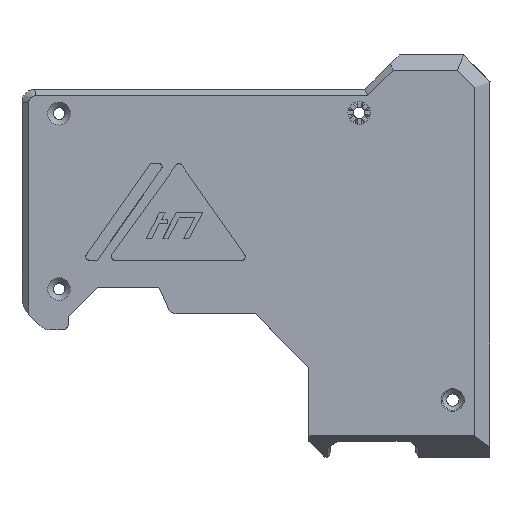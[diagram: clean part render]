
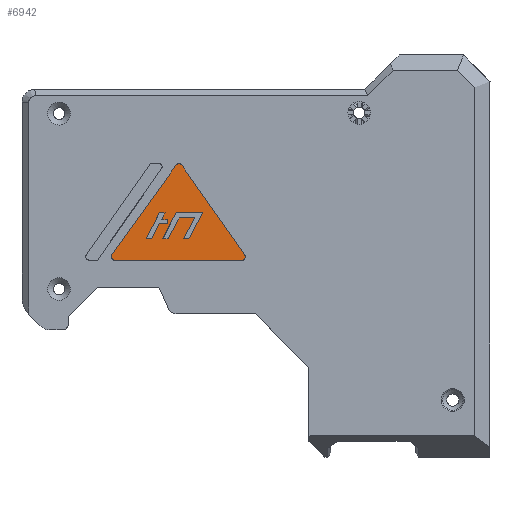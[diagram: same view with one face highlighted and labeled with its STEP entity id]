
A CAD part, top view. The second image highlights one B-rep face of the part: STEP entity #6942.
In plain terms, the highlighted planar face has unit normal (0, 0, 1).
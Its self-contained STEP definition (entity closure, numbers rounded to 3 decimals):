
#182=FACE_BOUND('',#603,.T.);
#183=FACE_BOUND('',#604,.T.);
#223=FACE_OUTER_BOUND('',#602,.T.);
#602=EDGE_LOOP('',(#4633,#4634,#4635,#4636,#4637,#4638));
#603=EDGE_LOOP('',(#4639,#4640,#4641,#4642,#4643,#4644,#4645,#4646,#4647));
#604=EDGE_LOOP('',(#4648,#4649,#4650,#4651,#4652,#4653,#4654,#4655,#4656));
#979=CIRCLE('',#7342,1.);
#980=CIRCLE('',#7345,1.);
#981=CIRCLE('',#7357,1.);
#1157=LINE('',#10006,#1984);
#1160=LINE('',#10011,#1987);
#1162=LINE('',#10015,#1989);
#1164=LINE('',#10019,#1991);
#1166=LINE('',#10024,#1993);
#1169=LINE('',#10029,#1996);
#1171=LINE('',#10033,#1998);
#1173=LINE('',#10037,#2000);
#1177=LINE('',#10047,#2004);
#1180=LINE('',#10055,#2007);
#1182=LINE('',#10059,#2009);
#1184=LINE('',#10063,#2011);
#1186=LINE('',#10067,#2013);
#1187=LINE('',#10069,#2014);
#1189=LINE('',#10073,#2016);
#1191=LINE('',#10077,#2018);
#1193=LINE('',#10081,#2020);
#1195=LINE('',#10085,#2022);
#1196=LINE('',#10087,#2023);
#1197=LINE('',#10090,#2024);
#1198=LINE('',#10093,#2025);
#1984=VECTOR('',#7962,10.);
#1987=VECTOR('',#7967,10.);
#1989=VECTOR('',#7971,10.);
#1991=VECTOR('',#7975,10.);
#1993=VECTOR('',#7979,10.);
#1996=VECTOR('',#7984,10.);
#1998=VECTOR('',#7988,10.);
#2000=VECTOR('',#7992,10.);
#2004=VECTOR('',#8002,10.);
#2007=VECTOR('',#8011,10.);
#2009=VECTOR('',#8015,10.);
#2011=VECTOR('',#8019,10.);
#2013=VECTOR('',#8023,10.);
#2014=VECTOR('',#8026,10.);
#2016=VECTOR('',#8030,10.);
#2018=VECTOR('',#8034,10.);
#2020=VECTOR('',#8038,10.);
#2022=VECTOR('',#8042,10.);
#2023=VECTOR('',#8045,10.);
#2024=VECTOR('',#8048,10.);
#2025=VECTOR('',#8051,10.);
#2813=VERTEX_POINT('',#10003);
#2814=VERTEX_POINT('',#10005);
#2815=VERTEX_POINT('',#10009);
#2816=VERTEX_POINT('',#10013);
#2817=VERTEX_POINT('',#10017);
#2818=VERTEX_POINT('',#10021);
#2819=VERTEX_POINT('',#10023);
#2820=VERTEX_POINT('',#10027);
#2821=VERTEX_POINT('',#10031);
#2822=VERTEX_POINT('',#10035);
#2823=VERTEX_POINT('',#10039);
#2824=VERTEX_POINT('',#10041);
#2825=VERTEX_POINT('',#10045);
#2826=VERTEX_POINT('',#10049);
#2827=VERTEX_POINT('',#10053);
#2828=VERTEX_POINT('',#10057);
#2829=VERTEX_POINT('',#10061);
#2830=VERTEX_POINT('',#10065);
#2831=VERTEX_POINT('',#10071);
#2832=VERTEX_POINT('',#10075);
#2833=VERTEX_POINT('',#10079);
#2834=VERTEX_POINT('',#10083);
#2835=VERTEX_POINT('',#10089);
#2836=VERTEX_POINT('',#10091);
#3501=EDGE_CURVE('',#2814,#2813,#1157,.T.);
#3504=EDGE_CURVE('',#2813,#2815,#1160,.T.);
#3506=EDGE_CURVE('',#2815,#2816,#1162,.T.);
#3508=EDGE_CURVE('',#2816,#2817,#1164,.T.);
#3510=EDGE_CURVE('',#2819,#2818,#1166,.T.);
#3513=EDGE_CURVE('',#2818,#2820,#1169,.T.);
#3515=EDGE_CURVE('',#2820,#2821,#1171,.T.);
#3517=EDGE_CURVE('',#2821,#2822,#1173,.T.);
#3519=EDGE_CURVE('',#2823,#2824,#979,.T.);
#3522=EDGE_CURVE('',#2825,#2823,#1177,.T.);
#3524=EDGE_CURVE('',#2826,#2825,#980,.T.);
#3526=EDGE_CURVE('',#2817,#2827,#1180,.T.);
#3528=EDGE_CURVE('',#2827,#2828,#1182,.T.);
#3530=EDGE_CURVE('',#2828,#2829,#1184,.T.);
#3532=EDGE_CURVE('',#2829,#2830,#1186,.T.);
#3533=EDGE_CURVE('',#2830,#2814,#1187,.T.);
#3535=EDGE_CURVE('',#2822,#2831,#1189,.T.);
#3537=EDGE_CURVE('',#2831,#2832,#1191,.T.);
#3539=EDGE_CURVE('',#2832,#2833,#1193,.T.);
#3541=EDGE_CURVE('',#2833,#2834,#1195,.T.);
#3542=EDGE_CURVE('',#2834,#2819,#1196,.T.);
#3543=EDGE_CURVE('',#2835,#2826,#1197,.T.);
#3544=EDGE_CURVE('',#2836,#2835,#981,.T.);
#3545=EDGE_CURVE('',#2824,#2836,#1198,.T.);
#4633=ORIENTED_EDGE('',*,*,#3522,.F.);
#4634=ORIENTED_EDGE('',*,*,#3524,.F.);
#4635=ORIENTED_EDGE('',*,*,#3543,.F.);
#4636=ORIENTED_EDGE('',*,*,#3544,.F.);
#4637=ORIENTED_EDGE('',*,*,#3545,.F.);
#4638=ORIENTED_EDGE('',*,*,#3519,.F.);
#4639=ORIENTED_EDGE('',*,*,#3528,.T.);
#4640=ORIENTED_EDGE('',*,*,#3530,.T.);
#4641=ORIENTED_EDGE('',*,*,#3532,.T.);
#4642=ORIENTED_EDGE('',*,*,#3533,.T.);
#4643=ORIENTED_EDGE('',*,*,#3501,.T.);
#4644=ORIENTED_EDGE('',*,*,#3504,.T.);
#4645=ORIENTED_EDGE('',*,*,#3506,.T.);
#4646=ORIENTED_EDGE('',*,*,#3508,.T.);
#4647=ORIENTED_EDGE('',*,*,#3526,.T.);
#4648=ORIENTED_EDGE('',*,*,#3510,.T.);
#4649=ORIENTED_EDGE('',*,*,#3513,.T.);
#4650=ORIENTED_EDGE('',*,*,#3515,.T.);
#4651=ORIENTED_EDGE('',*,*,#3517,.T.);
#4652=ORIENTED_EDGE('',*,*,#3535,.T.);
#4653=ORIENTED_EDGE('',*,*,#3537,.T.);
#4654=ORIENTED_EDGE('',*,*,#3539,.T.);
#4655=ORIENTED_EDGE('',*,*,#3541,.T.);
#4656=ORIENTED_EDGE('',*,*,#3542,.T.);
#6643=PLANE('',#7356);
#6942=ADVANCED_FACE('',(#223,#182,#183),#6643,.T.);
#7342=AXIS2_PLACEMENT_3D('',#10042,#7996,#7997);
#7345=AXIS2_PLACEMENT_3D('',#10051,#8006,#8007);
#7356=AXIS2_PLACEMENT_3D('',#10088,#8046,#8047);
#7357=AXIS2_PLACEMENT_3D('',#10092,#8049,#8050);
#7962=DIRECTION('',(-1.,0.,0.));
#7967=DIRECTION('',(-0.46,-0.888,0.));
#7971=DIRECTION('',(-1.,0.,0.));
#7975=DIRECTION('',(0.,1.,0.));
#7979=DIRECTION('',(0.46,0.888,0.));
#7984=DIRECTION('',(1.,0.,0.));
#7988=DIRECTION('',(0.,-1.,0.));
#7992=DIRECTION('',(-0.46,-0.888,0.));
#7996=DIRECTION('center_axis',(0.,0.,
-1.));
#7997=DIRECTION('ref_axis',(-0.813,0.582,0.));
#8002=DIRECTION('',(0.582,0.813,0.));
#8006=DIRECTION('center_axis',(0.,0.,
-1.));
#8007=DIRECTION('ref_axis',(0.,-1.,0.));
#8011=DIRECTION('',(0.452,0.892,0.));
#8015=DIRECTION('',(1.,0.,0.));
#8019=DIRECTION('',(-0.46,-0.888,0.));
#8023=DIRECTION('',(1.,0.,0.));
#8026=DIRECTION('',(0.,-1.,0.));
#8030=DIRECTION('',(-1.,0.,0.));
#8034=DIRECTION('',(0.46,0.888,0.));
#8038=DIRECTION('',(-1.,0.,0.));
#8042=DIRECTION('',(-0.46,-0.888,0.));
#8045=DIRECTION('',(-1.,0.,0.));
#8046=DIRECTION('center_axis',(0.,0.,
1.));
#8047=DIRECTION('ref_axis',(-1.,0.,0.));
#8048=DIRECTION('',(-1.,0.,0.));
#8049=DIRECTION('center_axis',(0.,0.,
-1.));
#8050=DIRECTION('ref_axis',(0.819,0.573,0.));
#8051=DIRECTION('',(0.573,-0.819,0.));
#10003=CARTESIAN_POINT('',(-150.347,410.84,2.328));
#10005=CARTESIAN_POINT('',(-147.883,410.84,2.328));
#10006=CARTESIAN_POINT('',(-134.457,410.84,2.328));
#10009=CARTESIAN_POINT('',(-152.732,406.243,2.328));
#10011=CARTESIAN_POINT('',(-148.058,415.253,2.328));
#10013=CARTESIAN_POINT('',(-154.339,406.243,2.328));
#10015=CARTESIAN_POINT('',(-136.453,406.243,2.328));
#10017=CARTESIAN_POINT('',(-154.339,406.339,2.328));
#10019=CARTESIAN_POINT('',(-154.339,408.865,2.328));
#10021=CARTESIAN_POINT('',(-145.26,414.185,2.328));
#10023=CARTESIAN_POINT('',(-149.38,406.243,2.328));
#10024=CARTESIAN_POINT('',(-143.002,418.539,2.328));
#10027=CARTESIAN_POINT('',(-137.33,414.185,2.328));
#10029=CARTESIAN_POINT('',(-127.949,414.185,2.328));
#10031=CARTESIAN_POINT('',(-137.33,414.011,2.328));
#10033=CARTESIAN_POINT('',(-137.33,412.7,2.328));
#10035=CARTESIAN_POINT('',(-141.36,406.243,2.328));
#10037=CARTESIAN_POINT('',(-137.892,412.929,2.328));
#10039=CARTESIAN_POINT('',(-145.205,428.692,2.328));
#10041=CARTESIAN_POINT('',(-143.573,428.683,2.328));
#10042=CARTESIAN_POINT('Origin',(-144.392,428.109,2.328));
#10045=CARTESIAN_POINT('',(-164.737,401.422,2.328));
#10047=CARTESIAN_POINT('',(-144.784,429.279,2.328));
#10049=CARTESIAN_POINT('',(-163.925,399.84,2.328));
#10051=CARTESIAN_POINT('Origin',(-163.925,400.84,2.328));
#10053=CARTESIAN_POINT('',(-150.368,414.185,2.328));
#10055=CARTESIAN_POINT('',(-147.688,419.479,2.328));
#10057=CARTESIAN_POINT('',(-148.612,414.185,2.328));
#10059=CARTESIAN_POINT('',(-133.589,414.185,2.328));
#10061=CARTESIAN_POINT('',(-149.697,412.093,2.328));
#10063=CARTESIAN_POINT('',(-146.541,418.178,2.328));
#10065=CARTESIAN_POINT('',(-147.883,412.093,2.328));
#10067=CARTESIAN_POINT('',(-133.225,412.093,2.328));
#10069=CARTESIAN_POINT('',(-147.883,411.115,2.328));
#10071=CARTESIAN_POINT('',(-143.007,406.243,2.328));
#10073=CARTESIAN_POINT('',(-130.787,406.243,2.328));
#10075=CARTESIAN_POINT('',(-139.703,412.611,2.328));
#10077=CARTESIAN_POINT('',(-137.712,416.449,2.328));
#10079=CARTESIAN_POINT('',(-144.383,412.611,2.328));
#10081=CARTESIAN_POINT('',(-131.475,412.611,2.328));
#10083=CARTESIAN_POINT('',(-147.686,406.243,2.328));
#10085=CARTESIAN_POINT('',(-143.547,414.221,2.328));
#10087=CARTESIAN_POINT('',(-133.974,406.243,2.328));
#10088=CARTESIAN_POINT('Origin',(-118.567,411.39,2.328));
#10089=CARTESIAN_POINT('',(-125.303,399.84,2.328));
#10090=CARTESIAN_POINT('',(-141.246,399.84,2.328));
#10091=CARTESIAN_POINT('',(-124.484,401.413,2.328));
#10092=CARTESIAN_POINT('Origin',(-125.303,400.84,2.328));
#10093=CARTESIAN_POINT('',(-125.855,403.371,2.328));
